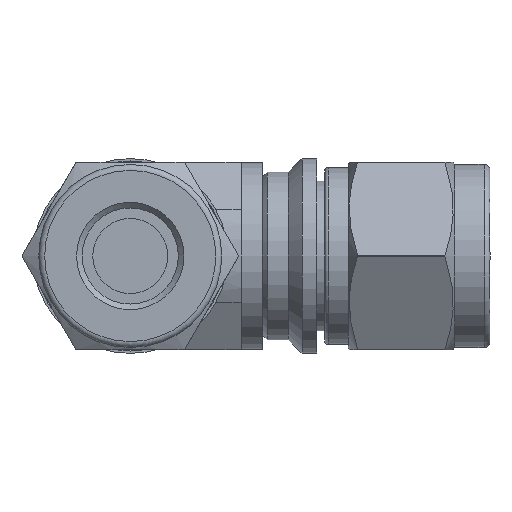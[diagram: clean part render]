
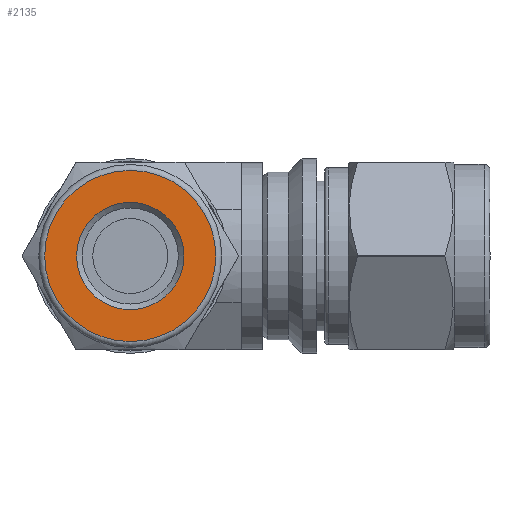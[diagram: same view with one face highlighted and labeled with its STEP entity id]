
A CAD part, left-side view. The second image highlights one B-rep face of the part: STEP entity #2135.
In plain terms, the highlighted planar face has unit normal (-1, 0, 0).
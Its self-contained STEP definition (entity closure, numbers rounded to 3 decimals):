
#113=FACE_BOUND('',#513,.T.);
#236=CIRCLE('',#2407,4.545);
#237=CIRCLE('',#2409,7.25);
#359=FACE_OUTER_BOUND('',#512,.T.);
#512=EDGE_LOOP('',(#1799));
#513=EDGE_LOOP('',(#1800));
#1008=VERTEX_POINT('',#3714);
#1009=VERTEX_POINT('',#3718);
#1286=EDGE_CURVE('',#1008,#1008,#236,.T.);
#1287=EDGE_CURVE('',#1009,#1009,#237,.T.);
#1799=ORIENTED_EDGE('',*,*,#1287,.F.);
#1800=ORIENTED_EDGE('',*,*,#1286,.T.);
#2013=PLANE('',#2408);
#2135=ADVANCED_FACE('',(#359,#113),#2013,.T.);
#2407=AXIS2_PLACEMENT_3D('',#3716,#2979,#2980);
#2408=AXIS2_PLACEMENT_3D('',#3717,#2981,#2982);
#2409=AXIS2_PLACEMENT_3D('',#3719,#2983,#2984);
#2979=DIRECTION('center_axis',(1.,0.,0.));
#2980=DIRECTION('ref_axis',(0.,0.,-1.));
#2981=DIRECTION('center_axis',(-1.,0.,0.));
#2982=DIRECTION('ref_axis',(0.,0.,1.));
#2983=DIRECTION('center_axis',(1.,0.,0.));
#2984=DIRECTION('ref_axis',(0.,0.,-1.));
#3714=CARTESIAN_POINT('',(-30.47,-4.545,0.));
#3716=CARTESIAN_POINT('Origin',(-30.47,0.,
0.));
#3717=CARTESIAN_POINT('Origin',(-30.47,7.25,0.));
#3718=CARTESIAN_POINT('',(-30.47,0.,7.25));
#3719=CARTESIAN_POINT('Origin',(-30.47,0.,
0.));
